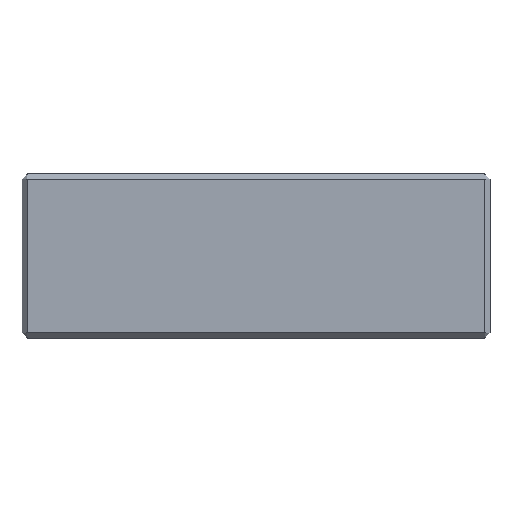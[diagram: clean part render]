
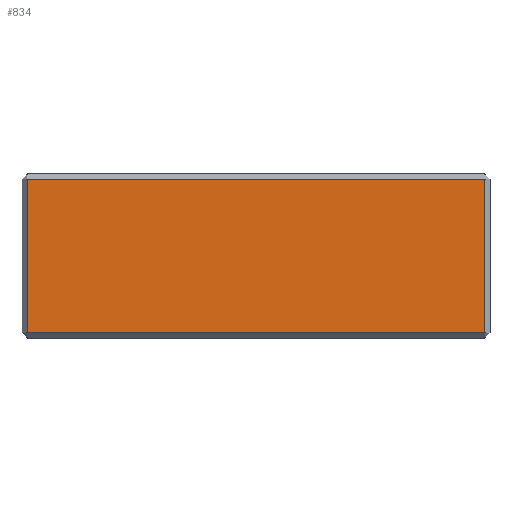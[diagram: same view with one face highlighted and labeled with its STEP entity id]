
A CAD part, top view. The second image highlights one B-rep face of the part: STEP entity #834.
In plain terms, the highlighted planar face has unit normal (0, 0, 1).
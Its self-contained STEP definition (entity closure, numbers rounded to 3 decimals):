
#40=FACE_OUTER_BOUND('',#93,.T.);
#93=EDGE_LOOP('',(#609,#610,#611,#612));
#134=LINE('',#1180,#248);
#145=LINE('',#1205,#259);
#174=LINE('',#1257,#288);
#178=LINE('',#1263,#292);
#248=VECTOR('',#953,10.);
#259=VECTOR('',#972,10.);
#288=VECTOR('',#1023,10.);
#292=VECTOR('',#1031,10.);
#355=VERTEX_POINT('',#1165);
#360=VERTEX_POINT('',#1175);
#363=VERTEX_POINT('',#1185);
#368=VERTEX_POINT('',#1198);
#426=EDGE_CURVE('',#355,#360,#134,.T.);
#437=EDGE_CURVE('',#368,#363,#145,.T.);
#466=EDGE_CURVE('',#360,#368,#174,.T.);
#470=EDGE_CURVE('',#363,#355,#178,.T.);
#609=ORIENTED_EDGE('',*,*,#437,.F.);
#610=ORIENTED_EDGE('',*,*,#466,.F.);
#611=ORIENTED_EDGE('',*,*,#426,.F.);
#612=ORIENTED_EDGE('',*,*,#470,.F.);
#781=PLANE('',#902);
#834=ADVANCED_FACE('',(#40),#781,.T.);
#902=AXIS2_PLACEMENT_3D('',#1264,#1032,#1033);
#953=DIRECTION('',(0.,-1.,0.));
#972=DIRECTION('',(0.,1.,0.));
#1023=DIRECTION('',(-1.,0.,0.));
#1031=DIRECTION('',(1.,0.,0.));
#1032=DIRECTION('center_axis',(0.,0.,1.));
#1033=DIRECTION('ref_axis',(1.,0.,0.));
#1165=CARTESIAN_POINT('',(121.1,39.1,17.6));
#1175=CARTESIAN_POINT('',(121.1,-2.9,17.6));
#1180=CARTESIAN_POINT('',(121.1,-2.8,17.6));
#1185=CARTESIAN_POINT('',(-4.1,39.1,17.6));
#1198=CARTESIAN_POINT('',(-4.1,-2.9,17.6));
#1205=CARTESIAN_POINT('',(-4.1,-2.8,17.6));
#1257=CARTESIAN_POINT('',(26.45,-2.9,17.6));
#1263=CARTESIAN_POINT('',(26.45,39.1,17.6));
#1264=CARTESIAN_POINT('Origin',(-5.6,-2.8,17.6));
